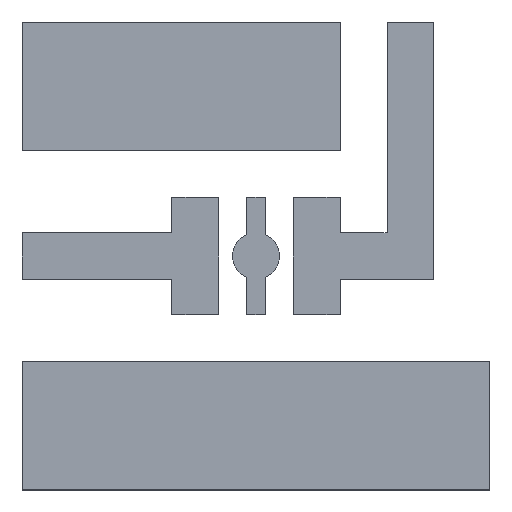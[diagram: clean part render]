
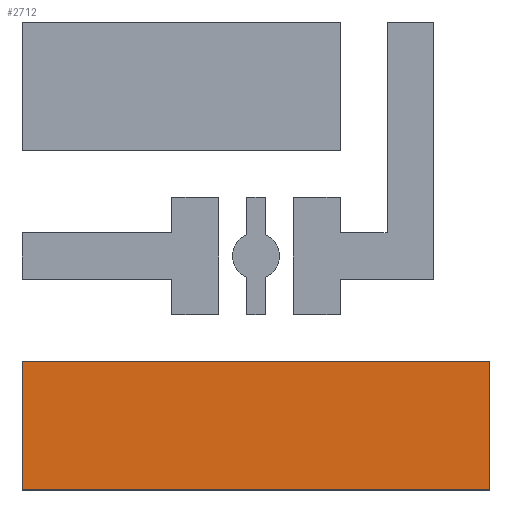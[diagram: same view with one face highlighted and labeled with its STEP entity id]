
A CAD part, top view. The second image highlights one B-rep face of the part: STEP entity #2712.
In plain terms, the highlighted planar face has unit normal (0, 0, 1).
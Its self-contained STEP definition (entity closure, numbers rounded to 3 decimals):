
#2712 = ADVANCED_FACE('',(#2713),#2727,.T.);
#2713 = FACE_BOUND('',#2714,.F.);
#2714 = EDGE_LOOP('',(#2715,#2750,#2778,#2806));
#2715 = ORIENTED_EDGE('',*,*,#2716,.F.);
#2716 = EDGE_CURVE('',#2717,#2719,#2721,.T.);
#2717 = VERTEX_POINT('',#2718);
#2718 = CARTESIAN_POINT('',(10.,-4.5,0.));
#2719 = VERTEX_POINT('',#2720);
#2720 = CARTESIAN_POINT('',(-10.,-4.5,0.));
#2721 = SURFACE_CURVE('',#2722,(#2726,#2738),.PCURVE_S1.);
#2722 = LINE('',#2723,#2724);
#2723 = CARTESIAN_POINT('',(10.,-4.5,0.));
#2724 = VECTOR('',#2725,1.);
#2725 = DIRECTION('',(-1.,0.,0.));
#2726 = PCURVE('',#2727,#2732);
#2727 = PLANE('',#2728);
#2728 = AXIS2_PLACEMENT_3D('',#2729,#2730,#2731);
#2729 = CARTESIAN_POINT('',(0.,0.,0.));
#2730 = DIRECTION('',(0.,0.,1.));
#2731 = DIRECTION('',(0.,1.,0.));
#2732 = DEFINITIONAL_REPRESENTATION('',(#2733),#2737);
#2733 = LINE('',#2734,#2735);
#2734 = CARTESIAN_POINT('',(-4.5,-10.));
#2735 = VECTOR('',#2736,1.);
#2736 = DIRECTION('',(0.,1.));
#2737 = ( GEOMETRIC_REPRESENTATION_CONTEXT(2) 
PARAMETRIC_REPRESENTATION_CONTEXT() REPRESENTATION_CONTEXT('2D SPACE',''
  ) );
#2738 = PCURVE('',#2739,#2744);
#2739 = PLANE('',#2740);
#2740 = AXIS2_PLACEMENT_3D('',#2741,#2742,#2743);
#2741 = CARTESIAN_POINT('',(-10.,-4.5,0.));
#2742 = DIRECTION('',(0.,-1.,0.));
#2743 = DIRECTION('',(1.,0.,0.));
#2744 = DEFINITIONAL_REPRESENTATION('',(#2745),#2749);
#2745 = LINE('',#2746,#2747);
#2746 = CARTESIAN_POINT('',(20.,0.));
#2747 = VECTOR('',#2748,1.);
#2748 = DIRECTION('',(-1.,0.));
#2749 = ( GEOMETRIC_REPRESENTATION_CONTEXT(2) 
PARAMETRIC_REPRESENTATION_CONTEXT() REPRESENTATION_CONTEXT('2D SPACE',''
  ) );
#2750 = ORIENTED_EDGE('',*,*,#2751,.F.);
#2751 = EDGE_CURVE('',#2752,#2717,#2754,.T.);
#2752 = VERTEX_POINT('',#2753);
#2753 = CARTESIAN_POINT('',(10.,-10.,0.));
#2754 = SURFACE_CURVE('',#2755,(#2759,#2766),.PCURVE_S1.);
#2755 = LINE('',#2756,#2757);
#2756 = CARTESIAN_POINT('',(10.,-10.,0.));
#2757 = VECTOR('',#2758,1.);
#2758 = DIRECTION('',(0.,1.,0.));
#2759 = PCURVE('',#2727,#2760);
#2760 = DEFINITIONAL_REPRESENTATION('',(#2761),#2765);
#2761 = LINE('',#2762,#2763);
#2762 = CARTESIAN_POINT('',(-10.,-10.));
#2763 = VECTOR('',#2764,1.);
#2764 = DIRECTION('',(1.,0.));
#2765 = ( GEOMETRIC_REPRESENTATION_CONTEXT(2) 
PARAMETRIC_REPRESENTATION_CONTEXT() REPRESENTATION_CONTEXT('2D SPACE',''
  ) );
#2766 = PCURVE('',#2767,#2772);
#2767 = PLANE('',#2768);
#2768 = AXIS2_PLACEMENT_3D('',#2769,#2770,#2771);
#2769 = CARTESIAN_POINT('',(10.,-10.,0.));
#2770 = DIRECTION('',(1.,0.,0.));
#2771 = DIRECTION('',(-0.,1.,0.));
#2772 = DEFINITIONAL_REPRESENTATION('',(#2773),#2777);
#2773 = LINE('',#2774,#2775);
#2774 = CARTESIAN_POINT('',(0.,0.));
#2775 = VECTOR('',#2776,1.);
#2776 = DIRECTION('',(1.,0.));
#2777 = ( GEOMETRIC_REPRESENTATION_CONTEXT(2) 
PARAMETRIC_REPRESENTATION_CONTEXT() REPRESENTATION_CONTEXT('2D SPACE',''
  ) );
#2778 = ORIENTED_EDGE('',*,*,#2779,.F.);
#2779 = EDGE_CURVE('',#2780,#2752,#2782,.T.);
#2780 = VERTEX_POINT('',#2781);
#2781 = CARTESIAN_POINT('',(-10.,-10.,0.));
#2782 = SURFACE_CURVE('',#2783,(#2787,#2794),.PCURVE_S1.);
#2783 = LINE('',#2784,#2785);
#2784 = CARTESIAN_POINT('',(-10.,-10.,0.));
#2785 = VECTOR('',#2786,1.);
#2786 = DIRECTION('',(1.,0.,0.));
#2787 = PCURVE('',#2727,#2788);
#2788 = DEFINITIONAL_REPRESENTATION('',(#2789),#2793);
#2789 = LINE('',#2790,#2791);
#2790 = CARTESIAN_POINT('',(-10.,10.));
#2791 = VECTOR('',#2792,1.);
#2792 = DIRECTION('',(0.,-1.));
#2793 = ( GEOMETRIC_REPRESENTATION_CONTEXT(2) 
PARAMETRIC_REPRESENTATION_CONTEXT() REPRESENTATION_CONTEXT('2D SPACE',''
  ) );
#2794 = PCURVE('',#2795,#2800);
#2795 = PLANE('',#2796);
#2796 = AXIS2_PLACEMENT_3D('',#2797,#2798,#2799);
#2797 = CARTESIAN_POINT('',(-10.,-10.,0.));
#2798 = DIRECTION('',(0.,-1.,0.));
#2799 = DIRECTION('',(1.,0.,0.));
#2800 = DEFINITIONAL_REPRESENTATION('',(#2801),#2805);
#2801 = LINE('',#2802,#2803);
#2802 = CARTESIAN_POINT('',(0.,0.));
#2803 = VECTOR('',#2804,1.);
#2804 = DIRECTION('',(1.,0.));
#2805 = ( GEOMETRIC_REPRESENTATION_CONTEXT(2) 
PARAMETRIC_REPRESENTATION_CONTEXT() REPRESENTATION_CONTEXT('2D SPACE',''
  ) );
#2806 = ORIENTED_EDGE('',*,*,#2807,.F.);
#2807 = EDGE_CURVE('',#2719,#2780,#2808,.T.);
#2808 = SURFACE_CURVE('',#2809,(#2813,#2820),.PCURVE_S1.);
#2809 = LINE('',#2810,#2811);
#2810 = CARTESIAN_POINT('',(-10.,-4.5,0.));
#2811 = VECTOR('',#2812,1.);
#2812 = DIRECTION('',(0.,-1.,0.));
#2813 = PCURVE('',#2727,#2814);
#2814 = DEFINITIONAL_REPRESENTATION('',(#2815),#2819);
#2815 = LINE('',#2816,#2817);
#2816 = CARTESIAN_POINT('',(-4.5,10.));
#2817 = VECTOR('',#2818,1.);
#2818 = DIRECTION('',(-1.,0.));
#2819 = ( GEOMETRIC_REPRESENTATION_CONTEXT(2) 
PARAMETRIC_REPRESENTATION_CONTEXT() REPRESENTATION_CONTEXT('2D SPACE',''
  ) );
#2820 = PCURVE('',#2821,#2826);
#2821 = PLANE('',#2822);
#2822 = AXIS2_PLACEMENT_3D('',#2823,#2824,#2825);
#2823 = CARTESIAN_POINT('',(-10.,10.,0.));
#2824 = DIRECTION('',(-1.,0.,0.));
#2825 = DIRECTION('',(0.,-1.,0.));
#2826 = DEFINITIONAL_REPRESENTATION('',(#2827),#2831);
#2827 = LINE('',#2828,#2829);
#2828 = CARTESIAN_POINT('',(14.5,0.));
#2829 = VECTOR('',#2830,1.);
#2830 = DIRECTION('',(1.,0.));
#2831 = ( GEOMETRIC_REPRESENTATION_CONTEXT(2) 
PARAMETRIC_REPRESENTATION_CONTEXT() REPRESENTATION_CONTEXT('2D SPACE',''
  ) );
